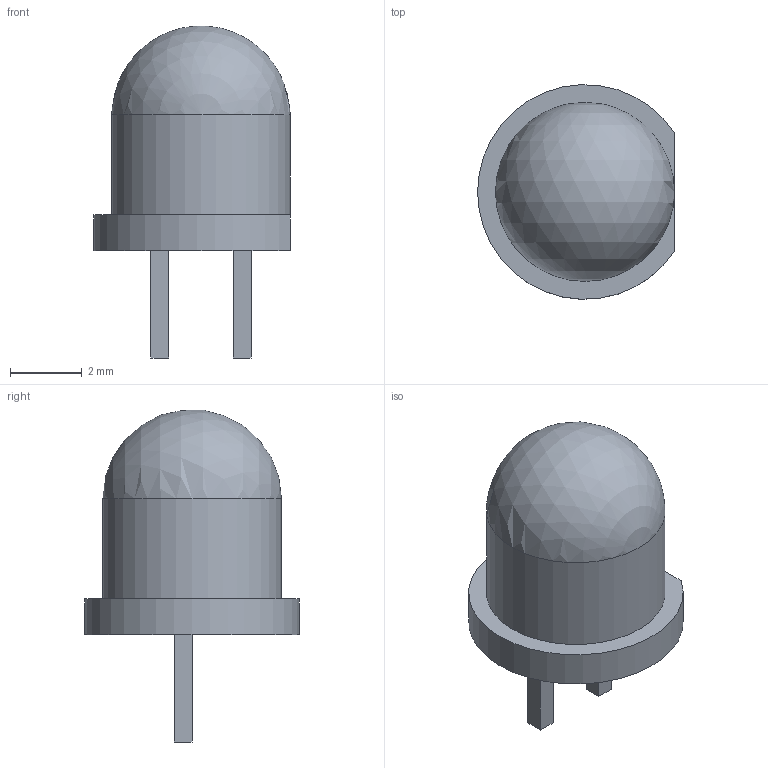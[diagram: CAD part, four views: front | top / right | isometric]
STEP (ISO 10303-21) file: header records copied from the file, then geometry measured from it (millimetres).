
FILE_DESCRIPTION(('FreeCAD Model'),'2;1');
FILE_NAME('LED5,0mmVermelho.step', '2020-07-23T10:53:06',('Author'),(''), 'Open CASCADE STEP processor 7.2','FreeCAD','Unknown');
FILE_SCHEMA(('AUTOMOTIVE_DESIGN { 1 0 10303 214 1 1 1 1 }'));
Length unit declared in the file: millimetre
Products named in the file (1): LEDVermelho
Bounding box: 5.5 x 6 x 9.28 mm (x, y, z)
Volume: 116.4 mm3; surface area: 148.6 mm2
Topology: 1 solids, 1 shells, 16 faces, 39 edges, 25 vertices
Faces by surface type: plane 13, cylinder 2, sphere 1
Full cylindrical faces by diameter (mm): 5 x1
Entity records: 1051 total; most frequent: CARTESIAN_POINT 166, DIRECTION 138, LINE 89, VECTOR 89, ORIENTED_EDGE 74, PCURVE 74, DEFINITIONAL_REPRESENTATION 74, EDGE_CURVE 37
